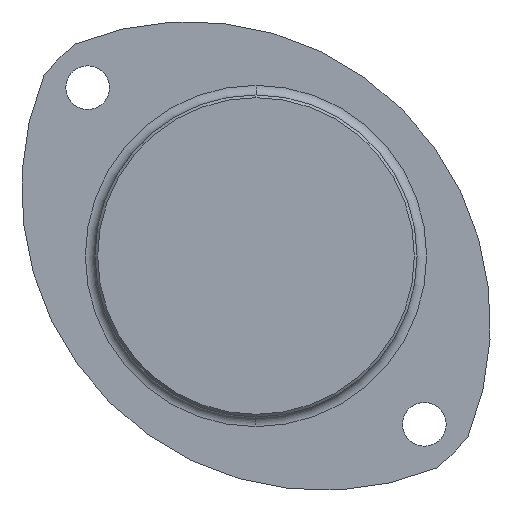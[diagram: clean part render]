
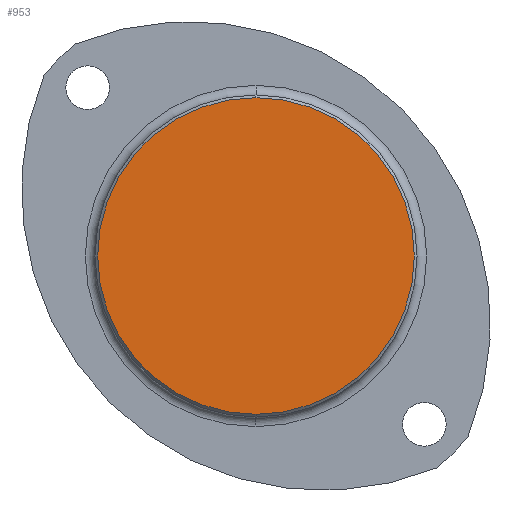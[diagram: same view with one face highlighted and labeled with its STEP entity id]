
A CAD part, front view. The second image highlights one B-rep face of the part: STEP entity #953.
In plain terms, the highlighted planar face has unit normal (0, -1, 0).
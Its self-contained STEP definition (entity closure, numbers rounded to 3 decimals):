
#327=CARTESIAN_POINT('',(0.,-17.25,0.));
#328=DIRECTION('',(0.,-1.,0.));
#329=DIRECTION('',(0.,0.,-1.));
#330=AXIS2_PLACEMENT_3D('',#327,#328,#329);
#341=CARTESIAN_POINT('',(0.,-17.25,0.));
#342=DIRECTION('',(0.,1.,0.));
#343=DIRECTION('',(0.,0.,-1.));
#344=AXIS2_PLACEMENT_3D('',#341,#342,#343);
#434=CARTESIAN_POINT('',(0.,-17.25,-11.575));
#435=CARTESIAN_POINT('',(0.,-17.25,11.575));
#436=VERTEX_POINT('',#434);
#437=VERTEX_POINT('',#435);
#944=CARTESIAN_POINT('',(0.,-17.25,0.));
#945=DIRECTION('',(0.,-1.,0.));
#946=DIRECTION('',(0.,0.,1.));
#947=AXIS2_PLACEMENT_3D('',#944,#945,#946);
#948=PLANE('',#947);
#949=ORIENTED_EDGE('',*,*,#924,.F.);
#950=ORIENTED_EDGE('',*,*,#938,.T.);
#951=EDGE_LOOP('',(#949,#950));
#952=FACE_OUTER_BOUND('',#951,.F.);
#953=ADVANCED_FACE('',(#952),#948,.T.);
#331=CIRCLE('',#330,11.575);
#345=CIRCLE('',#344,11.575);
#924=EDGE_CURVE('',#436,#437,#331,.T.);
#938=EDGE_CURVE('',#436,#437,#345,.T.);
